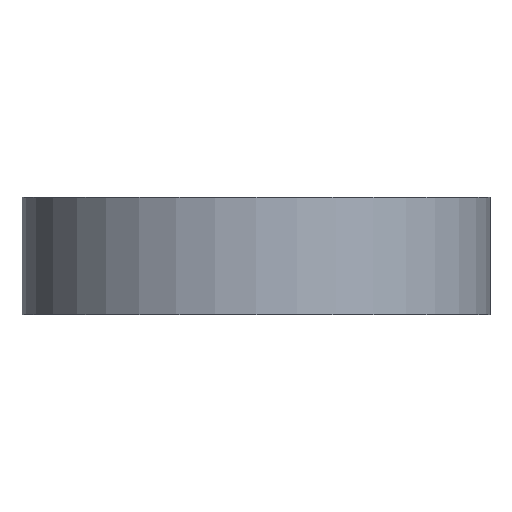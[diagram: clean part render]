
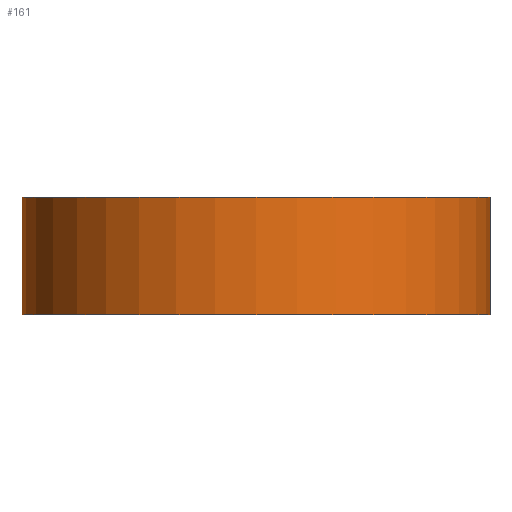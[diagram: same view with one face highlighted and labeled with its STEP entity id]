
A CAD part, front view. The second image highlights one B-rep face of the part: STEP entity #161.
In plain terms, the highlighted cylindrical face has radius 99.75 mm (diameter 199.5 mm), a partial arc.
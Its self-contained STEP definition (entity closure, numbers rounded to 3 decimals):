
#4 = AXIS2_PLACEMENT_3D ( 'NONE', #137, #33, #123 ) ;
#12 = VERTEX_POINT ( 'NONE', #165 ) ;
#20 = DIRECTION ( 'NONE',  ( 0., 0., 1. ) ) ;
#26 = FACE_OUTER_BOUND ( 'NONE', #41, .T. ) ;
#32 = CARTESIAN_POINT ( 'NONE',  ( 99.75, 0., 50. ) ) ;
#33 = DIRECTION ( 'NONE',  ( 0., 0., 1. ) ) ;
#41 = EDGE_LOOP ( 'NONE', ( #88, #96, #160, #56 ) ) ;
#44 = DIRECTION ( 'NONE',  ( 0., 0., -1. ) ) ;
#49 = DIRECTION ( 'NONE',  ( 0., 0., -1. ) ) ;
#53 = LINE ( 'NONE', #159, #103 ) ;
#56 = ORIENTED_EDGE ( 'NONE', *, *, #122, .T. ) ;
#80 = EDGE_CURVE ( 'NONE', #99, #183, #117, .T. ) ;
#82 = EDGE_CURVE ( 'NONE', #99, #12, #53, .T. ) ;
#83 = VECTOR ( 'NONE', #44, 1000. ) ;
#88 = ORIENTED_EDGE ( 'NONE', *, *, #210, .F. ) ;
#96 = ORIENTED_EDGE ( 'NONE', *, *, #80, .F. ) ;
#99 = VERTEX_POINT ( 'NONE', #142 ) ;
#102 = AXIS2_PLACEMENT_3D ( 'NONE', #127, #20, #113 ) ;
#103 = VECTOR ( 'NONE', #49, 1000. ) ;
#107 = CARTESIAN_POINT ( 'NONE',  ( 0., 0., 50. ) ) ;
#113 = DIRECTION ( 'NONE',  ( 1., 0., 0. ) ) ;
#117 = CIRCLE ( 'NONE', #102, 99.75 ) ;
#121 = CARTESIAN_POINT ( 'NONE',  ( 99.75, 0., 0. ) ) ;
#122 = EDGE_CURVE ( 'NONE', #12, #186, #201, .T. ) ;
#123 = DIRECTION ( 'NONE',  ( 1., 0., 0. ) ) ;
#127 = CARTESIAN_POINT ( 'NONE',  ( 0., 0., 50. ) ) ;
#135 = CARTESIAN_POINT ( 'NONE',  ( 99.75, 0., 50. ) ) ;
#137 = CARTESIAN_POINT ( 'NONE',  ( 0., 0., 0. ) ) ;
#141 = LINE ( 'NONE', #32, #83 ) ;
#142 = CARTESIAN_POINT ( 'NONE',  ( -99.75, 0., 50. ) ) ;
#146 = CYLINDRICAL_SURFACE ( 'NONE', #178, 99.75 ) ;
#155 = DIRECTION ( 'NONE',  ( -1., 0., 0. ) ) ;
#159 = CARTESIAN_POINT ( 'NONE',  ( -99.75, 0., 50. ) ) ;
#160 = ORIENTED_EDGE ( 'NONE', *, *, #82, .T. ) ;
#161 = ADVANCED_FACE ( 'NONE', ( #26 ), #146, .T. ) ;
#165 = CARTESIAN_POINT ( 'NONE',  ( -99.75, 0., 0. ) ) ;
#178 = AXIS2_PLACEMENT_3D ( 'NONE', #107, #211, #155 ) ;
#183 = VERTEX_POINT ( 'NONE', #135 ) ;
#186 = VERTEX_POINT ( 'NONE', #121 ) ;
#201 = CIRCLE ( 'NONE', #4, 99.75 ) ;
#210 = EDGE_CURVE ( 'NONE', #183, #186, #141, .T. ) ;
#211 = DIRECTION ( 'NONE',  ( 0., 0., -1. ) ) ;
